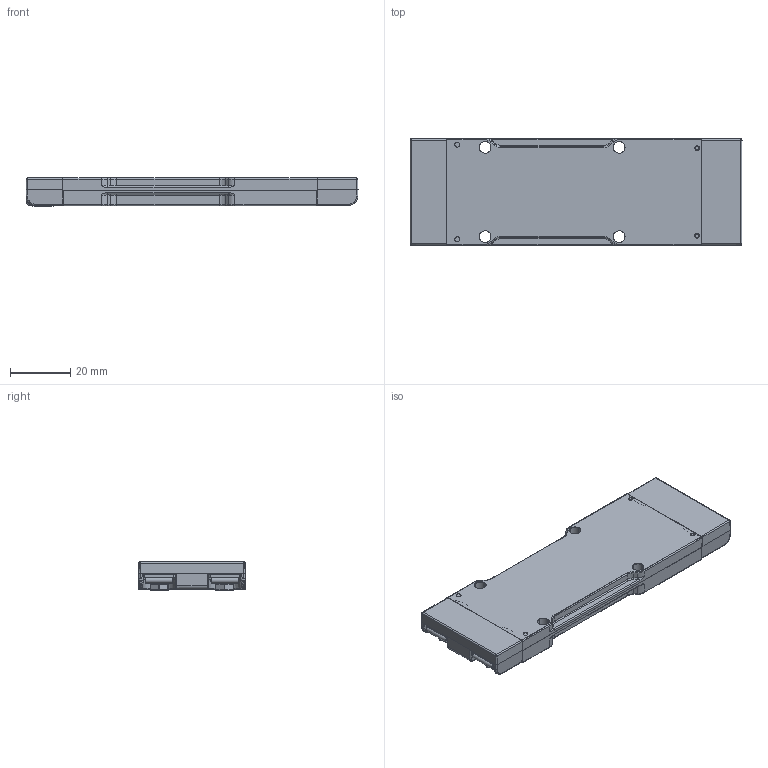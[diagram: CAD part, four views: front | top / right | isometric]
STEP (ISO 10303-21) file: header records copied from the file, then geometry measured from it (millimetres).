
FILE_DESCRIPTION (( 'STEP AP214' ), '1' );
FILE_NAME ('VIA_4414_chassis WEBSITE VERSION.STEP', '2020-11-24T13:40:26', ( '' ), ( '' ), 'SwSTEP 2.0', 'SolidWorks 2017', '' );
FILE_SCHEMA (( 'AUTOMOTIVE_DESIGN' ));
Length unit declared in the file: millimetre
Products named in the file (1): VIA_4414_chassis WEBSITE VERSION
Bounding box: 110.55 x 35.54 x 9.33 mm (x, y, z)
Surface area: 25470.2 mm2
Topology: 23 solids, 25 shells, 1418 faces, 3639 edges, 2245 vertices
Faces by surface type: cylinder 564, plane 397, bspline 246, cone 211
Entity records: 95569 total; most frequent: CARTESIAN_POINT 48846, ORIENTED_EDGE 7210, DIRECTION 5377, EDGE_CURVE 3605, VERTEX_POINT 2245, AXIS2_PLACEMENT_3D 1950, EDGE_LOOP 1488, VECTOR 1477
